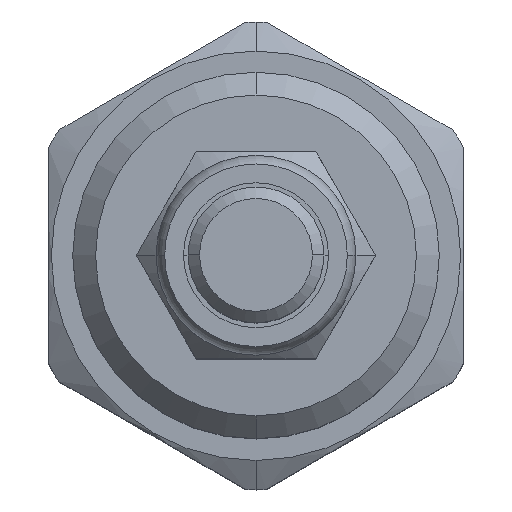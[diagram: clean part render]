
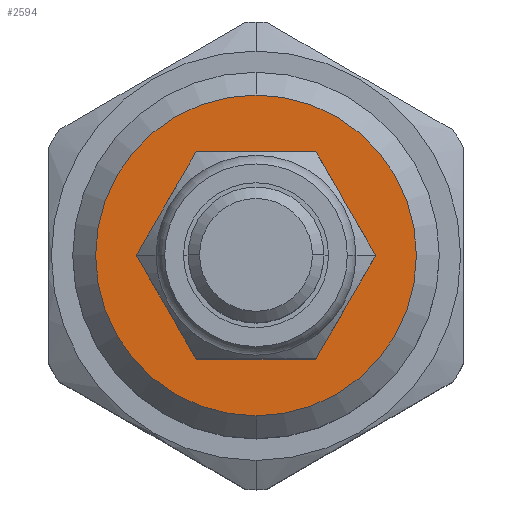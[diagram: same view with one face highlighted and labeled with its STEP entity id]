
A CAD part, top view. The second image highlights one B-rep face of the part: STEP entity #2594.
In plain terms, the highlighted planar face has unit normal (0, 0, 1).
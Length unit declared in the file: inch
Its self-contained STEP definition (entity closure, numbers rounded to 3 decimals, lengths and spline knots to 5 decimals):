
#448=CARTESIAN_POINT('',(0.,0.,3.375));
#449=DIRECTION('',(0.,0.,1.));
#450=DIRECTION('',(-1.,0.,0.));
#451=AXIS2_PLACEMENT_3D('',#448,#449,#450);
#453=CARTESIAN_POINT('',(0.,0.,3.375));
#454=DIRECTION('',(0.,0.,1.));
#455=DIRECTION('',(1.,0.,0.));
#456=AXIS2_PLACEMENT_3D('',#453,#454,#455);
#458=CARTESIAN_POINT('',(0.,0.,3.375));
#459=DIRECTION('',(0.,0.,1.));
#460=DIRECTION('',(0.,-1.,0.));
#461=AXIS2_PLACEMENT_3D('',#458,#459,#460);
#476=CARTESIAN_POINT('',(0.,0.,3.375));
#477=DIRECTION('',(0.,0.,1.));
#478=DIRECTION('',(0.,1.,0.));
#479=AXIS2_PLACEMENT_3D('',#476,#477,#478);
#1904=CARTESIAN_POINT('',(0.,0.435,3.375));
#1905=CARTESIAN_POINT('',(0.,-0.435,3.375));
#1906=VERTEX_POINT('',#1904);
#1907=VERTEX_POINT('',#1905);
#2031=CARTESIAN_POINT('',(-0.271,0.,3.375));
#2032=CARTESIAN_POINT('',(0.271,0.,3.375));
#2033=VERTEX_POINT('',#2031);
#2034=VERTEX_POINT('',#2032);
#2578=CARTESIAN_POINT('',(0.,0.,3.375));
#2579=DIRECTION('',(0.,0.,1.));
#2580=DIRECTION('',(0.,1.,0.));
#2581=AXIS2_PLACEMENT_3D('',#2578,#2579,#2580);
#2582=PLANE('',#2581);
#2584=ORIENTED_EDGE('',*,*,#2583,.F.);
#2586=ORIENTED_EDGE('',*,*,#2585,.F.);
#2587=EDGE_LOOP('',(#2584,#2586));
#2588=FACE_OUTER_BOUND('',#2587,.F.);
#2589=ORIENTED_EDGE('',*,*,#2568,.T.);
#2591=ORIENTED_EDGE('',*,*,#2590,.T.);
#2592=EDGE_LOOP('',(#2589,#2591));
#2593=FACE_BOUND('',#2592,.F.);
#2594=ADVANCED_FACE('',(#2588,#2593),#2582,.T.);
#452=CIRCLE('',#451,0.271);
#457=CIRCLE('',#456,0.271);
#462=CIRCLE('',#461,0.435);
#480=CIRCLE('',#479,0.435);
#2568=EDGE_CURVE('',#2033,#2034,#452,.T.);
#2583=EDGE_CURVE('',#1907,#1906,#462,.T.);
#2585=EDGE_CURVE('',#1906,#1907,#480,.T.);
#2590=EDGE_CURVE('',#2034,#2033,#457,.T.);
